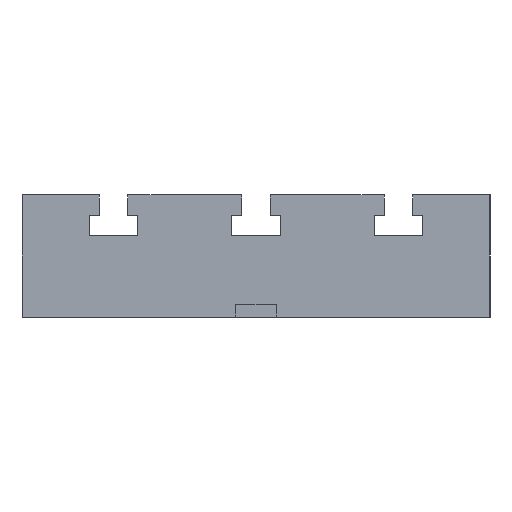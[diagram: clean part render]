
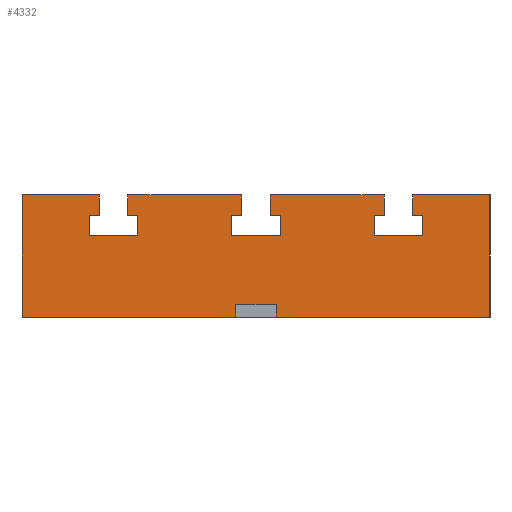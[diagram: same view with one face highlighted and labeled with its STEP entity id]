
A CAD part, left-side view. The second image highlights one B-rep face of the part: STEP entity #4332.
In plain terms, the highlighted planar face has unit normal (-1, 0, 0).
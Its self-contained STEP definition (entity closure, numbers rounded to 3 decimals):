
#1644=VERTEX_POINT('',#4704);
#1848=VERTEX_POINT('',#4929);
#1948=EDGE_CURVE('',#3122,#2512,#5033,.T.);
#1952=VERTEX_POINT('',#5037);
#2012=VERTEX_POINT('',#5099);
#2030=VERTEX_POINT('',#5119);
#2178=EDGE_CURVE('',#2438,#3364,#5286,.T.);
#2186=EDGE_CURVE('',#2940,#1952,#5295,.T.);
#2302=EDGE_CURVE('',#3716,#3534,#5424,.T.);
#2416=VERTEX_POINT('',#5547);
#2438=VERTEX_POINT('',#5569);
#2458=EDGE_CURVE('',#3370,#2416,#5593,.T.);
#2512=VERTEX_POINT('',#5650);
#2564=VERTEX_POINT('',#5708);
#2590=EDGE_CURVE('',#3716,#4132,#5736,.T.);
#2610=EDGE_CURVE('',#3942,#4552,#5759,.T.);
#2626=EDGE_CURVE('',#2564,#4412,#5778,.T.);
#2662=EDGE_CURVE('',#3364,#2762,#5820,.T.);
#2762=VERTEX_POINT('',#5938);
#2888=VERTEX_POINT('',#6079);
#2912=EDGE_CURVE('',#2762,#4010,#6106,.T.);
#2934=EDGE_CURVE('',#4446,#3122,#6130,.T.);
#2940=VERTEX_POINT('',#6136);
#3032=EDGE_CURVE('',#3248,#4420,#6233,.T.);
#3034=EDGE_CURVE('',#4552,#4032,#6235,.T.);
#3122=VERTEX_POINT('',#6331);
#3218=EDGE_CURVE('',#3996,#2940,#6438,.T.);
#3236=EDGE_CURVE('',#2512,#1848,#6457,.T.);
#3248=VERTEX_POINT('',#6469);
#3346=EDGE_CURVE('',#4412,#4010,#6593,.T.);
#3364=VERTEX_POINT('',#6613);
#3370=VERTEX_POINT('',#6619);
#3436=EDGE_CURVE('',#3942,#2012,#6692,.T.);
#3488=EDGE_CURVE('',#3912,#4044,#6748,.T.);
#3534=VERTEX_POINT('',#6798);
#3550=VERTEX_POINT('',#6817);
#3560=EDGE_CURVE('',#4420,#1644,#6828,.T.);
#3618=EDGE_CURVE('',#3722,#2564,#6895,.T.);
#3716=VERTEX_POINT('',#7004);
#3722=VERTEX_POINT('',#7011);
#3782=EDGE_CURVE('',#2888,#2012,#7080,.T.);
#3836=EDGE_CURVE('',#2416,#3912,#7135,.T.);
#3846=EDGE_CURVE('',#3534,#3996,#7145,.T.);
#3870=EDGE_CURVE('',#4032,#3370,#7173,.T.);
#3910=VERTEX_POINT('',#7217);
#3912=VERTEX_POINT('',#7219);
#3928=EDGE_CURVE('',#1952,#3248,#7236,.T.);
#3942=VERTEX_POINT('',#7250);
#3996=VERTEX_POINT('',#7306);
#4010=VERTEX_POINT('',#7320);
#4032=VERTEX_POINT('',#7343);
#4044=VERTEX_POINT('',#7356);
#4096=EDGE_CURVE('',#1848,#2030,#7411,.T.);
#4114=EDGE_CURVE('',#2030,#2888,#7431,.T.);
#4132=VERTEX_POINT('',#7453);
#4310=EDGE_CURVE('',#3722,#4446,#7644,.T.);
#4332=ADVANCED_FACE('',(#7667),#7668,.F.);
#4376=EDGE_CURVE('',#3550,#3910,#7720,.T.);
#4412=VERTEX_POINT('',#7760);
#4420=VERTEX_POINT('',#7769);
#4426=EDGE_CURVE('',#2438,#3910,#7775,.T.);
#4446=VERTEX_POINT('',#7796);
#4498=EDGE_CURVE('',#4044,#4132,#7853,.T.);
#4546=EDGE_CURVE('',#3550,#1644,#7903,.T.);
#4552=VERTEX_POINT('',#7909);
#4704=CARTESIAN_POINT('',(-210.0,77.0,60.0));
#4929=CARTESIAN_POINT('',(-210.0,-58.0,40.));
#5033=LINE('',#8586,#8587);
#5037=CARTESIAN_POINT('',(-210.0,82.0,40.));
#5099=CARTESIAN_POINT('',(-210.0,-63.0,60.0));
#5119=CARTESIAN_POINT('',(-210.0,-58.0,50.));
#5286=LINE('',#8953,#8954);
#5295=LINE('',#8968,#8969);
#5424=LINE('',#9154,#9155);
#5547=CARTESIAN_POINT('',(-210.0,12.0,40.));
#5569=CARTESIAN_POINT('',(-210.0,10.0,0.0));
#5593=LINE('',#9390,#9391);
#5650=CARTESIAN_POINT('',(-210.0,-82.0,40.));
#5708=CARTESIAN_POINT('',(-210.0,-115.0,60.0));
#5736=LINE('',#9590,#9591);
#5759=LINE('',#9621,#9622);
#5778=LINE('',#9644,#9645);
#5820=LINE('',#9696,#9697);
#5938=CARTESIAN_POINT('',(-210.0,-10.0,6.0));
#6079=CARTESIAN_POINT('',(-210.0,-63.0,50.));
#6106=LINE('',#10095,#10096);
#6130=LINE('',#10130,#10131);
#6136=CARTESIAN_POINT('',(-210.0,58.0,40.));
#6233=LINE('',#10288,#10289);
#6235=LINE('',#10292,#10293);
#6331=CARTESIAN_POINT('',(-210.0,-82.,50.));
#6438=LINE('',#10580,#10581);
#6457=LINE('',#10610,#10611);
#6469=CARTESIAN_POINT('',(-210.0,82.0,50.));
#6593=LINE('',#10805,#10806);
#6613=CARTESIAN_POINT('',(-210.0,10.0,6.0));
#6619=CARTESIAN_POINT('',(-210.0,-12.0,40.));
#6692=LINE('',#10945,#10946);
#6748=LINE('',#11023,#11024);
#6798=CARTESIAN_POINT('',(-210.0,63.0,50.));
#6817=CARTESIAN_POINT('',(-210.0,115.0,60.0));
#6828=LINE('',#11136,#11137);
#6895=LINE('',#11233,#11234);
#7004=CARTESIAN_POINT('',(-210.0,63.0,60.0));
#7011=CARTESIAN_POINT('',(-210.0,-77.0,60.0));
#7080=LINE('',#11490,#11491);
#7135=LINE('',#11578,#11579);
#7145=LINE('',#11594,#11595);
#7173=LINE('',#11632,#11633);
#7217=CARTESIAN_POINT('',(-210.0,115.0,0.0));
#7219=CARTESIAN_POINT('',(-210.0,12.0,50.));
#7236=LINE('',#11724,#11725);
#7250=CARTESIAN_POINT('',(-210.0,-7.0,60.0));
#7306=CARTESIAN_POINT('',(-210.0,58.,50.));
#7320=CARTESIAN_POINT('',(-210.0,-10.0,0.0));
#7343=CARTESIAN_POINT('',(-210.0,-12.,50.));
#7356=CARTESIAN_POINT('',(-210.0,7.0,50.));
#7411=LINE('',#11994,#11995);
#7431=LINE('',#12026,#12027);
#7453=CARTESIAN_POINT('',(-210.0,7.0,60.0));
#7644=LINE('',#12328,#12329);
#7667=FACE_OUTER_BOUND('',#12361,.T.);
#7668=PLANE('',#12362);
#7720=LINE('',#12428,#12429);
#7760=CARTESIAN_POINT('',(-210.0,-115.0,0.0));
#7769=CARTESIAN_POINT('',(-210.0,77.0,50.));
#7775=LINE('',#12504,#12505);
#7796=CARTESIAN_POINT('',(-210.0,-77.0,50.));
#7853=LINE('',#12614,#12615);
#7903=LINE('',#12695,#12696);
#7909=CARTESIAN_POINT('',(-210.0,-7.0,50.));
#8586=CARTESIAN_POINT('',(-210.0,-82.,35.));
#8587=VECTOR('',#13196,1.0);
#8953=CARTESIAN_POINT('',(-210.0,10.0,16.25));
#8954=VECTOR('',#13464,1.0);
#8968=CARTESIAN_POINT('',(-210.0,41.0,40.));
#8969=VECTOR('',#13475,1.0);
#9154=CARTESIAN_POINT('',(-210.0,63.0,40.));
#9155=VECTOR('',#13607,1.0);
#9390=CARTESIAN_POINT('',(-210.0,6.0,40.));
#9391=VECTOR('',#13796,1.0);
#9590=CARTESIAN_POINT('',(-210.0,0.0,60.0));
#9591=VECTOR('',#13919,1.0);
#9621=CARTESIAN_POINT('',(-210.0,-7.0,40.));
#9622=VECTOR('',#13943,1.0);
#9644=CARTESIAN_POINT('',(-210.0,-115.0,30.0));
#9645=VECTOR('',#13969,1.0);
#9696=CARTESIAN_POINT('',(-210.0,0.0,6.0));
#9697=VECTOR('',#14022,1.0);
#10095=CARTESIAN_POINT('',(-210.0,-10.0,16.25));
#10096=VECTOR('',#14340,1.0);
#10130=CARTESIAN_POINT('',(-210.0,-41.,50.));
#10131=VECTOR('',#14364,1.0);
#10288=CARTESIAN_POINT('',(-210.0,38.5,50.));
#10289=VECTOR('',#14434,1.0);
#10292=CARTESIAN_POINT('',(-210.0,-6.,50.));
#10293=VECTOR('',#14435,1.0);
#10580=CARTESIAN_POINT('',(-210.0,58.,35.));
#10581=VECTOR('',#14645,1.0);
#10610=CARTESIAN_POINT('',(-210.0,-29.0,40.));
#10611=VECTOR('',#14661,1.0);
#10805=CARTESIAN_POINT('',(-210.0,0.0,0.0));
#10806=VECTOR('',#14922,1.0);
#10945=CARTESIAN_POINT('',(-210.0,0.0,60.0));
#10946=VECTOR('',#15011,1.0);
#11023=CARTESIAN_POINT('',(-210.0,3.5,50.));
#11024=VECTOR('',#15052,1.0);
#11136=CARTESIAN_POINT('',(-210.0,77.0,45.5));
#11137=VECTOR('',#15131,1.0);
#11233=CARTESIAN_POINT('',(-210.0,0.0,60.0));
#11234=VECTOR('',#15214,1.0);
#11490=CARTESIAN_POINT('',(-210.0,-63.0,45.5));
#11491=VECTOR('',#15407,1.0);
#11578=CARTESIAN_POINT('',(-210.0,12.0,40.));
#11579=VECTOR('',#15434,1.0);
#11594=CARTESIAN_POINT('',(-210.0,29.,50.));
#11595=VECTOR('',#15437,1.0);
#11632=CARTESIAN_POINT('',(-210.0,-12.,35.));
#11633=VECTOR('',#15478,1.0);
#11724=CARTESIAN_POINT('',(-210.0,82.0,40.));
#11725=VECTOR('',#15539,1.0);
#11994=CARTESIAN_POINT('',(-210.0,-58.0,40.));
#11995=VECTOR('',#15639,1.0);
#12026=CARTESIAN_POINT('',(-210.0,-31.5,50.));
#12027=VECTOR('',#15661,1.0);
#12328=CARTESIAN_POINT('',(-210.0,-77.0,40.));
#12329=VECTOR('',#15849,1.0);
#12361=EDGE_LOOP('',(#15866,#15867,#15868,#15869,#15870,#15871,#15872,#15873,#15874,#15875,#15876,#15877,#15878,#15879,#15880,#15881,#15882,#15883,#15884,#15885,#15886,#15887,#15888,#15889,#15890,#15891,#15892,#15893,#15894,#15895,#15896,#15897));
#12362=AXIS2_PLACEMENT_3D('',#15898,#15899,#15900);
#12428=CARTESIAN_POINT('',(-210.0,115.0,30.0));
#12429=VECTOR('',#15978,1.0);
#12504=CARTESIAN_POINT('',(-210.0,0.0,0.0));
#12505=VECTOR('',#16031,1.0);
#12614=CARTESIAN_POINT('',(-210.0,7.0,45.5));
#12615=VECTOR('',#16091,1.0);
#12695=CARTESIAN_POINT('',(-210.0,0.0,60.0));
#12696=VECTOR('',#16125,1.0);
#13196=DIRECTION('',(0.0,0.,-1.0));
#13464=DIRECTION('',(-0.0,0.0,1.0));
#13475=DIRECTION('',(0.0,1.0,0.));
#13607=DIRECTION('',(0.0,0.,-1.0));
#13796=DIRECTION('',(0.0,1.0,0.));
#13919=DIRECTION('',(0.0,-1.0,0.0));
#13943=DIRECTION('',(0.0,0.,-1.0));
#13969=DIRECTION('',(0.0,0.0,-1.0));
#14022=DIRECTION('',(0.0,-1.0,0.0));
#14340=DIRECTION('',(0.0,0.0,-1.0));
#14364=DIRECTION('',(0.0,-1.0,0.));
#14434=DIRECTION('',(0.0,-1.0,0.));
#14435=DIRECTION('',(0.0,-1.0,0.));
#14645=DIRECTION('',(0.0,0.,-1.0));
#14661=DIRECTION('',(0.0,1.0,0.));
#14922=DIRECTION('',(0.0,1.0,0.0));
#15011=DIRECTION('',(0.0,-1.0,0.0));
#15052=DIRECTION('',(0.0,-1.0,0.));
#15131=DIRECTION('',(-0.0,0.,1.0));
#15214=DIRECTION('',(0.0,-1.0,0.0));
#15407=DIRECTION('',(-0.0,0.,1.0));
#15434=DIRECTION('',(-0.0,0.,1.0));
#15437=DIRECTION('',(0.0,-1.0,0.));
#15478=DIRECTION('',(0.0,0.,-1.0));
#15539=DIRECTION('',(-0.0,0.,1.0));
#15639=DIRECTION('',(-0.0,0.,1.0));
#15661=DIRECTION('',(0.0,-1.0,0.));
#15849=DIRECTION('',(0.0,0.,-1.0));
#15866=ORIENTED_EDGE('',*,*,#2912,.T.);
#15867=ORIENTED_EDGE('',*,*,#3346,.F.);
#15868=ORIENTED_EDGE('',*,*,#2626,.F.);
#15869=ORIENTED_EDGE('',*,*,#3618,.F.);
#15870=ORIENTED_EDGE('',*,*,#4310,.T.);
#15871=ORIENTED_EDGE('',*,*,#2934,.T.);
#15872=ORIENTED_EDGE('',*,*,#1948,.T.);
#15873=ORIENTED_EDGE('',*,*,#3236,.T.);
#15874=ORIENTED_EDGE('',*,*,#4096,.T.);
#15875=ORIENTED_EDGE('',*,*,#4114,.T.);
#15876=ORIENTED_EDGE('',*,*,#3782,.T.);
#15877=ORIENTED_EDGE('',*,*,#3436,.F.);
#15878=ORIENTED_EDGE('',*,*,#2610,.T.);
#15879=ORIENTED_EDGE('',*,*,#3034,.T.);
#15880=ORIENTED_EDGE('',*,*,#3870,.T.);
#15881=ORIENTED_EDGE('',*,*,#2458,.T.);
#15882=ORIENTED_EDGE('',*,*,#3836,.T.);
#15883=ORIENTED_EDGE('',*,*,#3488,.T.);
#15884=ORIENTED_EDGE('',*,*,#4498,.T.);
#15885=ORIENTED_EDGE('',*,*,#2590,.F.);
#15886=ORIENTED_EDGE('',*,*,#2302,.T.);
#15887=ORIENTED_EDGE('',*,*,#3846,.T.);
#15888=ORIENTED_EDGE('',*,*,#3218,.T.);
#15889=ORIENTED_EDGE('',*,*,#2186,.T.);
#15890=ORIENTED_EDGE('',*,*,#3928,.T.);
#15891=ORIENTED_EDGE('',*,*,#3032,.T.);
#15892=ORIENTED_EDGE('',*,*,#3560,.T.);
#15893=ORIENTED_EDGE('',*,*,#4546,.F.);
#15894=ORIENTED_EDGE('',*,*,#4376,.T.);
#15895=ORIENTED_EDGE('',*,*,#4426,.F.);
#15896=ORIENTED_EDGE('',*,*,#2178,.T.);
#15897=ORIENTED_EDGE('',*,*,#2662,.T.);
#15898=CARTESIAN_POINT('',(-210.0,0.0,30.0));
#15899=DIRECTION('',(1.0,0.0,0.0));
#15900=DIRECTION('',(0.0,0.0,-1.0));
#15978=DIRECTION('',(0.0,0.0,-1.0));
#16031=DIRECTION('',(0.0,1.0,0.0));
#16091=DIRECTION('',(-0.0,0.,1.0));
#16125=DIRECTION('',(0.0,-1.0,0.0));
